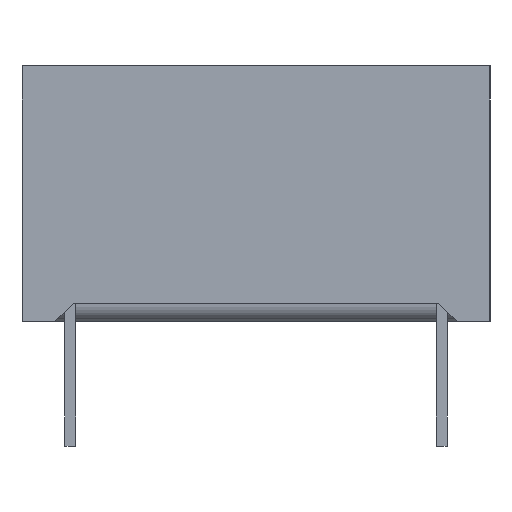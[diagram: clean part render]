
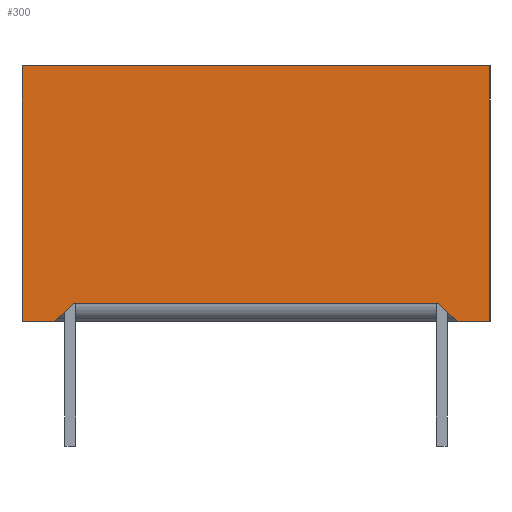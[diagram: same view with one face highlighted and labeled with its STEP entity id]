
A CAD part, left-side view. The second image highlights one B-rep face of the part: STEP entity #300.
In plain terms, the highlighted planar face has unit normal (-1, 0, 0).
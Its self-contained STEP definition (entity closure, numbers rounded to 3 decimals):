
#173 = VERTEX_POINT ( 'NONE', #8705 ) ;
#225 = VERTEX_POINT ( 'NONE', #8752 ) ;
#240 = EDGE_CURVE ( 'NONE', #225, #173, #8791, .T. ) ;
#300 = ADVANCED_FACE ( 'NONE', ( #8887 ), #8886, .F. ) ;
#301 = EDGE_LOOP ( 'NONE', ( #302, #313, #6336, #415, #417, #418, #421, #376 ) ) ;
#302 = ORIENTED_EDGE ( 'NONE', *, *, #12475, .T. ) ;
#313 = ORIENTED_EDGE ( 'NONE', *, *, #314, .T. ) ;
#314 = EDGE_CURVE ( 'NONE', #6297, #225, #8924, .T. ) ;
#315 = VERTEX_POINT ( 'NONE', #8920 ) ;
#319 = VERTEX_POINT ( 'NONE', #8909 ) ;
#362 = EDGE_CURVE ( 'NONE', #315, #319, #9039, .T. ) ;
#376 = ORIENTED_EDGE ( 'NONE', *, *, #377, .T. ) ;
#377 = EDGE_CURVE ( 'NONE', #423, #11036, #9080, .T. ) ;
#415 = ORIENTED_EDGE ( 'NONE', *, *, #416, .T. ) ;
#416 = EDGE_CURVE ( 'NONE', #173, #315, #9088, .T. ) ;
#417 = ORIENTED_EDGE ( 'NONE', *, *, #362, .T. ) ;
#418 = ORIENTED_EDGE ( 'NONE', *, *, #419, .F. ) ;
#419 = EDGE_CURVE ( 'NONE', #420, #319, #9084, .T. ) ;
#420 = VERTEX_POINT ( 'NONE', #9141 ) ;
#421 = ORIENTED_EDGE ( 'NONE', *, *, #422, .F. ) ;
#422 = EDGE_CURVE ( 'NONE', #423, #420, #9140, .T. ) ;
#423 = VERTEX_POINT ( 'NONE', #9136 ) ;
#6297 = VERTEX_POINT ( 'NONE', #11432 ) ;
#6336 = ORIENTED_EDGE ( 'NONE', *, *, #240, .T. ) ;
#8705 = CARTESIAN_POINT ( 'NONE',  ( -20.09, -5., 0.5 ) ) ;
#8752 = CARTESIAN_POINT ( 'NONE',  ( -20.09, 5., 0.5 ) ) ;
#8788 = DIRECTION ( 'NONE',  ( 0., -1., 0. ) ) ;
#8789 = VECTOR ( 'NONE', #8788, 1000. ) ;
#8790 = CARTESIAN_POINT ( 'NONE',  ( -20.09, 5., 0.5 ) ) ;
#8791 = LINE ( 'NONE', #8790, #8789 ) ;
#8882 = DIRECTION ( 'NONE',  ( 0., 0., -1. ) ) ;
#8883 = DIRECTION ( 'NONE',  ( 1., 0., 0. ) ) ;
#8884 = CARTESIAN_POINT ( 'NONE',  ( -20.09, 6.4, 7. ) ) ;
#8885 = AXIS2_PLACEMENT_3D ( 'NONE', #8884, #8883, #8882 ) ;
#8886 = PLANE ( 'NONE',  #8885 ) ;
#8887 = FACE_OUTER_BOUND ( 'NONE', #301, .T. ) ;
#8909 = CARTESIAN_POINT ( 'NONE',  ( -20.09, -6.4, 0. ) ) ;
#8920 = CARTESIAN_POINT ( 'NONE',  ( -20.09, -5.5, 0. ) ) ;
#8921 = DIRECTION ( 'NONE',  ( 0., -0.707, 0.707 ) ) ;
#8922 = VECTOR ( 'NONE', #8921, 1000. ) ;
#8923 = CARTESIAN_POINT ( 'NONE',  ( -20.09, 5., 0.5 ) ) ;
#8924 = LINE ( 'NONE', #8923, #8922 ) ;
#9036 = DIRECTION ( 'NONE',  ( 0., -1., 0. ) ) ;
#9037 = VECTOR ( 'NONE', #9036, 1000. ) ;
#9038 = CARTESIAN_POINT ( 'NONE',  ( -20.09, 6.4, 0. ) ) ;
#9039 = LINE ( 'NONE', #9038, #9037 ) ;
#9077 = DIRECTION ( 'NONE',  ( 0., 0., -1. ) ) ;
#9078 = VECTOR ( 'NONE', #9077, 1000. ) ;
#9079 = CARTESIAN_POINT ( 'NONE',  ( -20.09, 6.4, 7. ) ) ;
#9080 = LINE ( 'NONE', #9079, #9078 ) ;
#9081 = DIRECTION ( 'NONE',  ( 0., 0., -1. ) ) ;
#9082 = VECTOR ( 'NONE', #9081, 1000. ) ;
#9083 = CARTESIAN_POINT ( 'NONE',  ( -20.09, -6.4, 7. ) ) ;
#9084 = LINE ( 'NONE', #9083, #9082 ) ;
#9085 = DIRECTION ( 'NONE',  ( 0., -0.707, -0.707 ) ) ;
#9086 = VECTOR ( 'NONE', #9085, 1000. ) ;
#9087 = CARTESIAN_POINT ( 'NONE',  ( -20.09, -5., 0.5 ) ) ;
#9088 = LINE ( 'NONE', #9087, #9086 ) ;
#9136 = CARTESIAN_POINT ( 'NONE',  ( -20.09, 6.4, 7. ) ) ;
#9137 = DIRECTION ( 'NONE',  ( 0., -1., 0. ) ) ;
#9138 = VECTOR ( 'NONE', #9137, 1000. ) ;
#9139 = CARTESIAN_POINT ( 'NONE',  ( -20.09, 6.4, 7. ) ) ;
#9140 = LINE ( 'NONE', #9139, #9138 ) ;
#9141 = CARTESIAN_POINT ( 'NONE',  ( -20.09, -6.4, 7. ) ) ;
#11036 = VERTEX_POINT ( 'NONE', #12581 ) ;
#11432 = CARTESIAN_POINT ( 'NONE',  ( -20.09, 5.5, 0. ) ) ;
#12475 = EDGE_CURVE ( 'NONE', #11036, #6297, #12575, .T. ) ;
#12572 = DIRECTION ( 'NONE',  ( 0., -1., 0. ) ) ;
#12573 = VECTOR ( 'NONE', #12572, 1000. ) ;
#12574 = CARTESIAN_POINT ( 'NONE',  ( -20.09, 6.4, 0. ) ) ;
#12575 = LINE ( 'NONE', #12574, #12573 ) ;
#12581 = CARTESIAN_POINT ( 'NONE',  ( -20.09, 6.4, 0. ) ) ;
